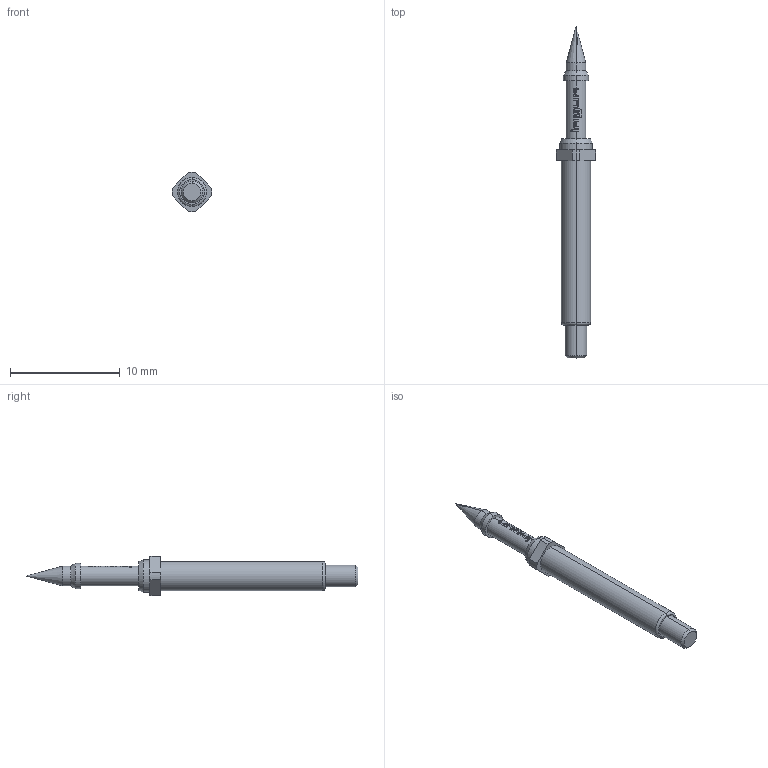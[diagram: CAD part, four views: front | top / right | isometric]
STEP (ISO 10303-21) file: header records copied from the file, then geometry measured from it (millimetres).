
FILE_DESCRIPTION (( 'STEP AP203' ), '1' );
FILE_NAME ('INGUN_HSS-120_251_230_A_xx02_M.STEP', '2022-02-03T11:25:13', ( 'ochi' ), ( '' ), 'SwSTEP 2.0', 'SolidWorks 2018', '' );
FILE_SCHEMA (( 'CONFIG_CONTROL_DESIGN' ));
Length unit declared in the file: millimetre
Products named in the file (1): INGUN_HSS-120_251_230_A_xx02_M
Bounding box: 3.59 x 30.3 x 3.6 mm (x, y, z)
Volume: 128.8 mm3; surface area: 227.9 mm2
Topology: 1 solids, 1 shells, 118 faces, 321 edges, 209 vertices
Faces by surface type: plane 50, cylinder 36, bspline 22, cone 8, torus 2
Entity records: 4092 total; most frequent: CARTESIAN_POINT 1167, ORIENTED_EDGE 638, DIRECTION 545, EDGE_CURVE 319, AXIS2_PLACEMENT_3D 215, VERTEX_POINT 209, EDGE_LOOP 124, CIRCLE 118
